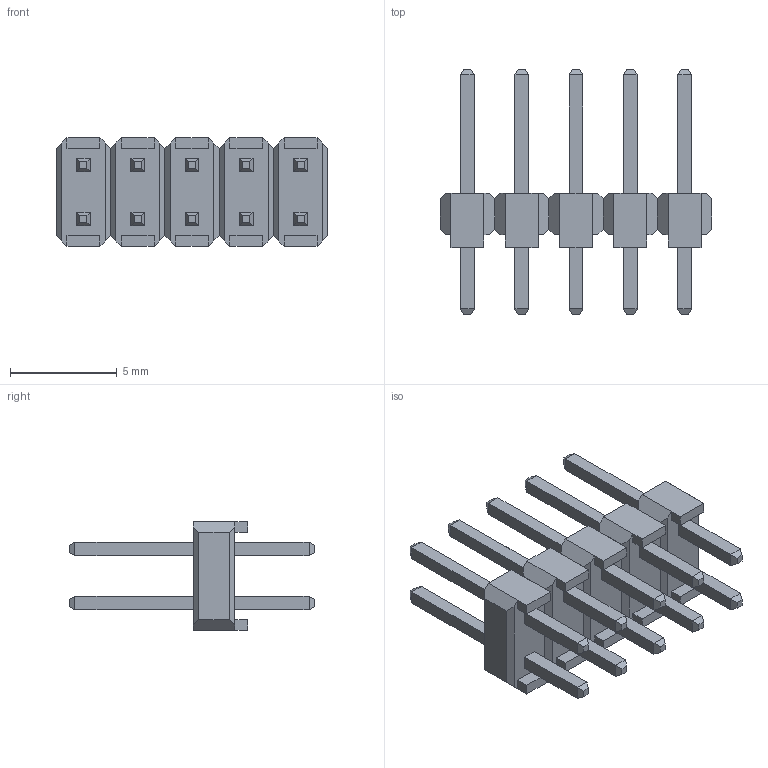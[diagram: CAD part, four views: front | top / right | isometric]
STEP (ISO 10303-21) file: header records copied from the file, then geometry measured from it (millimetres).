
FILE_DESCRIPTION((''),'2;1');
FILE_NAME('M20-976_ASM','2013-03-01T',('wbourne'),(''),'PRO/ENGINEER BY PARAMETRIC TECHNOLOGY CORPORATION, 2012230','PRO/ENGINEER BY PARAMETRIC TECHNOLOGY CORPORATION, 2012230','');
FILE_SCHEMA(('CONFIG_CONTROL_DESIGN'));
Length unit declared in the file: millimetre
Products named in the file (3): M20-976-MOULD; M20-976-PIN; M20-976_ASM
Assembly tree (11 placements, depth 2):
  M20-976_ASM
    M20-976-MOULD
    M20-976-PIN  x10
Bounding box: 12.7 x 11.48 x 5.08 mm (x, y, z)
Volume: 159.4 mm3; surface area: 557.3 mm2
Topology: 11 solids, 11 shells, 332 faces, 784 edges, 484 vertices
Faces by surface type: plane 332
Entity records: 6412 total; most frequent: CARTESIAN_POINT 867, ORIENTED_EDGE 848, DIRECTION 774, PRESENTATION_STYLE_ASSIGNMENT 435, STYLED_ITEM 426, VECTOR 424, LINE 424, CURVE_STYLE 424
